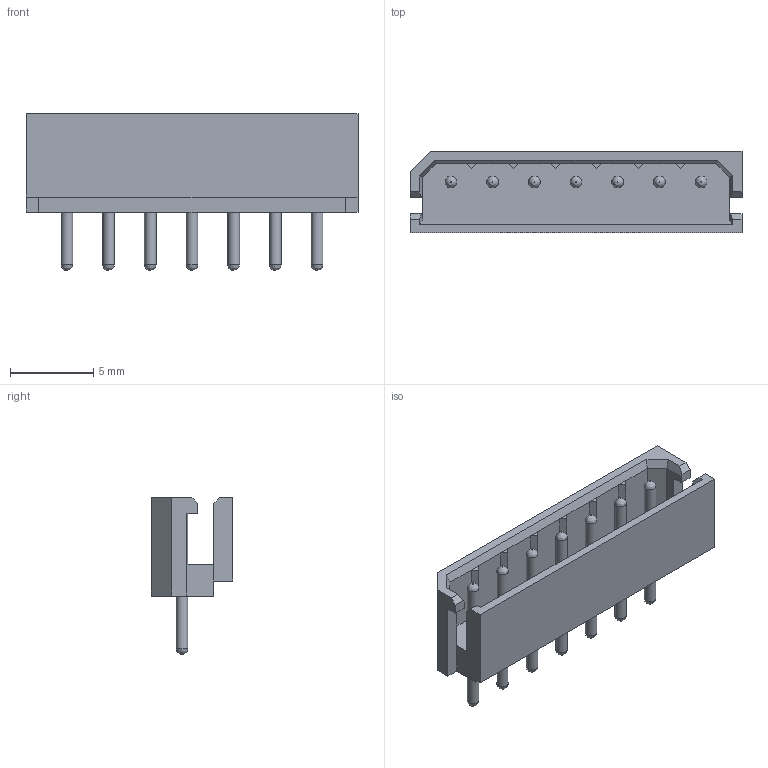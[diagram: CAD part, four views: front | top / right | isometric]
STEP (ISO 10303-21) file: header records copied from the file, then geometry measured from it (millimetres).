
FILE_DESCRIPTION( ( 'Unknown' ), '1' );
FILE_NAME( '64600711622.stp', 'Unknown', ( 'Unknown' ), ( 'Unknown' ), 'PSStep 14.0', 'Unknown', ' ' );
FILE_SCHEMA( ( 'AUTOMOTIVE_DESIGN { 1 0 10303 214 1 1 1 1 }' ) );
Length unit declared in the file: millimetre
Products named in the file (3): Assem1; 6460xx11622_PIN; 64600711622
Assembly tree (8 placements, depth 2):
  Assem1
    6460xx11622_PIN  x7
    64600711622
Bounding box: 19.9 x 4.9 x 9.4 mm (x, y, z)
Volume: 303.6 mm3; surface area: 798.4 mm2
Topology: 8 solids, 8 shells, 109 faces, 248 edges, 155 vertices
Faces by surface type: plane 81, cylinder 14, bspline 14
Full cylindrical faces by diameter (mm): 0.7 x14
Entity records: 3061 total; most frequent: CARTESIAN_POINT 455, DIRECTION 379, ORIENTED_EDGE 378, EDGE_CURVE 189, LINE 171, VECTOR 171, VERTEX_POINT 124, AXIS2_PLACEMENT_3D 104
